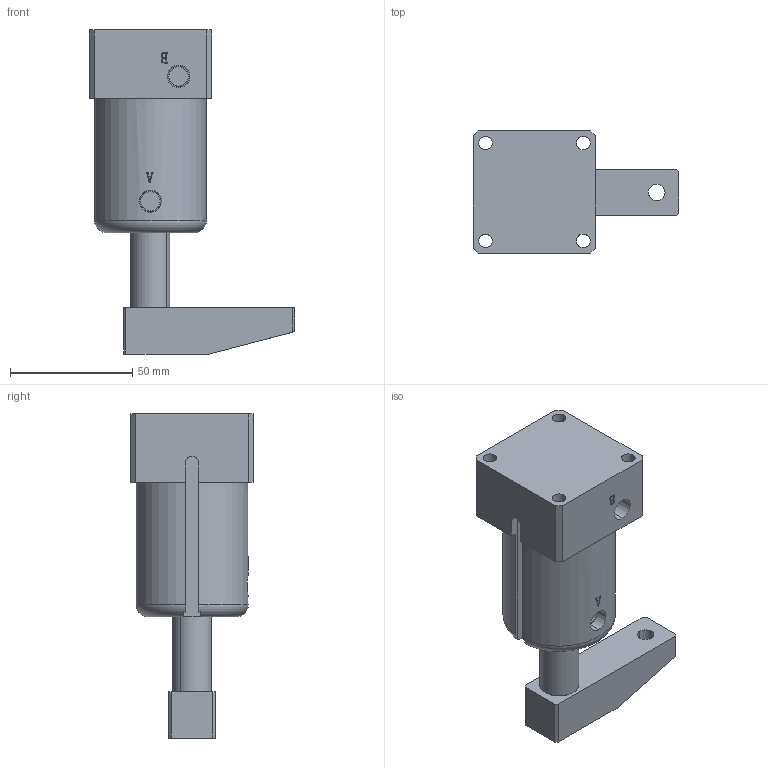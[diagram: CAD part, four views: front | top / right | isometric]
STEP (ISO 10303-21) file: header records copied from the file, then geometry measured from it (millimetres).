
FILE_DESCRIPTION (( 'STEP AP203' ), '1' );
FILE_NAME ('HASC-MS32S.STEP', '2019-10-14T10:53:47', ( '微软用户' ), ( '微软中国' ), 'SwSTEP 2.0', 'SolidWorks 2012', '' );
FILE_SCHEMA (( 'CONFIG_CONTROL_DESIGN' ));
Length unit declared in the file: millimetre
Products named in the file (5): HASC-MS32S; hex lobular socket head cap screws-4.8 gb_GB_HEXAGON_TYPE21 M8X20-20-N; HASC-MS32S等旋; HASC-MS32S活塞杆; HASC-MS32掛极
Assembly tree (4 placements, depth 2):
  HASC-MS32S
    HASC-MS32掛极
    HASC-MS32S活塞杆
    HASC-MS32S等旋
    hex lobular socket head cap screws-4.8 gb_GB_HEXAGON_TYPE21 M8X20-20-N
Bounding box: 84 x 50 x 132.5 mm (x, y, z)
Volume: 156524.5 mm3; surface area: 43731.6 mm2
Topology: 4 solids, 4 shells, 179 faces, 451 edges, 293 vertices
Faces by surface type: plane 93, cylinder 43, bspline 20, cone 12, torus 11
Entity records: 6905 total; most frequent: CARTESIAN_POINT 2176, ORIENTED_EDGE 894, DIRECTION 830, EDGE_CURVE 447, VERTEX_POINT 293, AXIS2_PLACEMENT_3D 291, LINE 248, VECTOR 248
